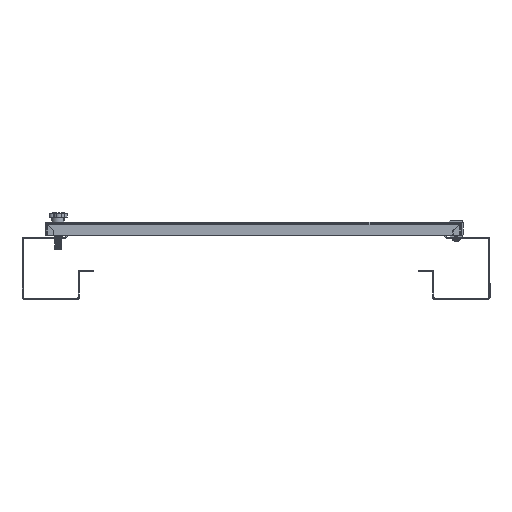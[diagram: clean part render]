
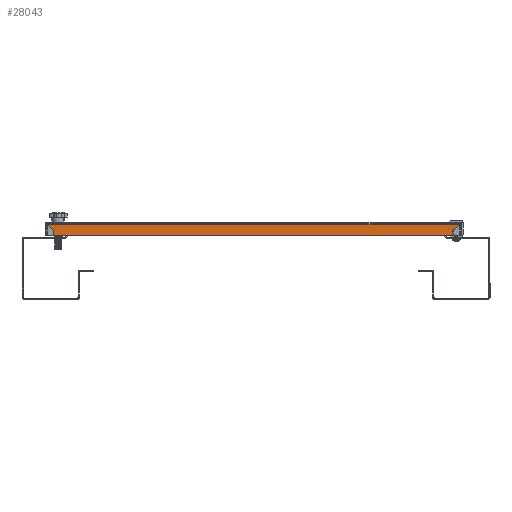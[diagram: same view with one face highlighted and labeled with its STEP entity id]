
A CAD part, front view. The second image highlights one B-rep face of the part: STEP entity #28043.
In plain terms, the highlighted planar face has unit normal (0, -1, 0).
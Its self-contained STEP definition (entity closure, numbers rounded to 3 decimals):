
#2048 = CARTESIAN_POINT ( 'NONE',  ( -254.203, -546.5, -10.956 ) ) ;
#2306 = DIRECTION ( 'NONE',  ( 0., 0., 1. ) ) ;
#2614 = LINE ( 'NONE', #21264, #35247 ) ;
#3254 = CARTESIAN_POINT ( 'NONE',  ( 262., -546.5, -3. ) ) ;
#3688 = EDGE_CURVE ( 'NONE', #31115, #14590, #24406, .T. ) ;
#4429 = ORIENTED_EDGE ( 'NONE', *, *, #38073, .T. ) ;
#7142 = DIRECTION ( 'NONE',  ( 1., 0., 0. ) ) ;
#7632 = DIRECTION ( 'NONE',  ( 0., 1., 0. ) ) ;
#7813 = VECTOR ( 'NONE', #38272, 1000. ) ;
#9339 = VECTOR ( 'NONE', #39541, 1000. ) ;
#9558 = EDGE_CURVE ( 'NONE', #31115, #44647, #33387, .T. ) ;
#10307 = VECTOR ( 'NONE', #19242, 1000. ) ;
#11539 = CARTESIAN_POINT ( 'NONE',  ( 0., -546.5, 0. ) ) ;
#11736 = VECTOR ( 'NONE', #2306, 1000. ) ;
#11963 = VECTOR ( 'NONE', #20218, 1000. ) ;
#13647 = DIRECTION ( 'NONE',  ( 1., 0., 0. ) ) ;
#13859 = ORIENTED_EDGE ( 'NONE', *, *, #32240, .T. ) ;
#14143 = DIRECTION ( 'NONE',  ( 0., 0., 1. ) ) ;
#14366 = VECTOR ( 'NONE', #7142, 1000. ) ;
#14590 = VERTEX_POINT ( 'NONE', #36098 ) ;
#15723 = VERTEX_POINT ( 'NONE', #16257 ) ;
#16257 = CARTESIAN_POINT ( 'NONE',  ( -254.203, -546.5, -10.956 ) ) ;
#16449 = AXIS2_PLACEMENT_3D ( 'NONE', #11539, #7632, #22840 ) ;
#19027 = LINE ( 'NONE', #2048, #11963 ) ;
#19242 = DIRECTION ( 'NONE',  ( -1., 0., 0. ) ) ;
#20218 = DIRECTION ( 'NONE',  ( 0.7, 0., -0.714 ) ) ;
#20424 = VERTEX_POINT ( 'NONE', #40826 ) ;
#21264 = CARTESIAN_POINT ( 'NONE',  ( 265., -546.5, -3. ) ) ;
#22840 = DIRECTION ( 'NONE',  ( 0., 0., 1. ) ) ;
#24406 = LINE ( 'NONE', #35925, #11736 ) ;
#24585 = CARTESIAN_POINT ( 'NONE',  ( 254.203, -546.5, -10.956 ) ) ;
#25288 = CARTESIAN_POINT ( 'NONE',  ( -262., -546.5, -3. ) ) ;
#25546 = VERTEX_POINT ( 'NONE', #27713 ) ;
#25772 = CARTESIAN_POINT ( 'NONE',  ( 254.203, -546.5, -17. ) ) ;
#26164 = LINE ( 'NONE', #44577, #30757 ) ;
#27335 = CARTESIAN_POINT ( 'NONE',  ( -262.007, -546.5, -3. ) ) ;
#27713 = CARTESIAN_POINT ( 'NONE',  ( 262.007, -546.5, -3. ) ) ;
#27857 = EDGE_CURVE ( 'NONE', #25546, #14590, #28041, .T. ) ;
#28041 = LINE ( 'NONE', #24585, #9339 ) ;
#28043 = ADVANCED_FACE ( 'NONE', ( #33388 ), #35009, .F. ) ;
#28193 = EDGE_CURVE ( 'NONE', #48238, #32513, #2614, .T. ) ;
#30757 = VECTOR ( 'NONE', #14143, 1000. ) ;
#31115 = VERTEX_POINT ( 'NONE', #25772 ) ;
#32240 = EDGE_CURVE ( 'NONE', #48238, #20424, #34918, .T. ) ;
#32463 = ORIENTED_EDGE ( 'NONE', *, *, #39027, .F. ) ;
#32513 = VERTEX_POINT ( 'NONE', #3254 ) ;
#33387 = LINE ( 'NONE', #41968, #7813 ) ;
#33388 = FACE_OUTER_BOUND ( 'NONE', #35754, .T. ) ;
#33714 = ORIENTED_EDGE ( 'NONE', *, *, #3688, .T. ) ;
#34918 = LINE ( 'NONE', #27335, #10307 ) ;
#35009 = PLANE ( 'NONE',  #16449 ) ;
#35247 = VECTOR ( 'NONE', #13647, 1000. ) ;
#35754 = EDGE_LOOP ( 'NONE', ( #33714, #47174, #43498, #38832, #13859, #4429, #32463, #44483 ) ) ;
#35925 = CARTESIAN_POINT ( 'NONE',  ( 254.203, -546.5, 0. ) ) ;
#36098 = CARTESIAN_POINT ( 'NONE',  ( 254.203, -546.5, -10.956 ) ) ;
#36793 = CARTESIAN_POINT ( 'NONE',  ( -254.203, -546.5, -17. ) ) ;
#38073 = EDGE_CURVE ( 'NONE', #20424, #15723, #19027, .T. ) ;
#38272 = DIRECTION ( 'NONE',  ( -1., 0., 0. ) ) ;
#38832 = ORIENTED_EDGE ( 'NONE', *, *, #28193, .F. ) ;
#39027 = EDGE_CURVE ( 'NONE', #44647, #15723, #26164, .T. ) ;
#39541 = DIRECTION ( 'NONE',  ( -0.7, 0., -0.714 ) ) ;
#40008 = EDGE_CURVE ( 'NONE', #32513, #25546, #44454, .T. ) ;
#40771 = CARTESIAN_POINT ( 'NONE',  ( 262.007, -546.5, -3. ) ) ;
#40826 = CARTESIAN_POINT ( 'NONE',  ( -262.007, -546.5, -3. ) ) ;
#41968 = CARTESIAN_POINT ( 'NONE',  ( 265., -546.5, -17. ) ) ;
#43498 = ORIENTED_EDGE ( 'NONE', *, *, #40008, .F. ) ;
#44454 = LINE ( 'NONE', #40771, #14366 ) ;
#44483 = ORIENTED_EDGE ( 'NONE', *, *, #9558, .F. ) ;
#44577 = CARTESIAN_POINT ( 'NONE',  ( -254.203, -546.5, 0. ) ) ;
#44647 = VERTEX_POINT ( 'NONE', #36793 ) ;
#47174 = ORIENTED_EDGE ( 'NONE', *, *, #27857, .F. ) ;
#48238 = VERTEX_POINT ( 'NONE', #25288 ) ;
